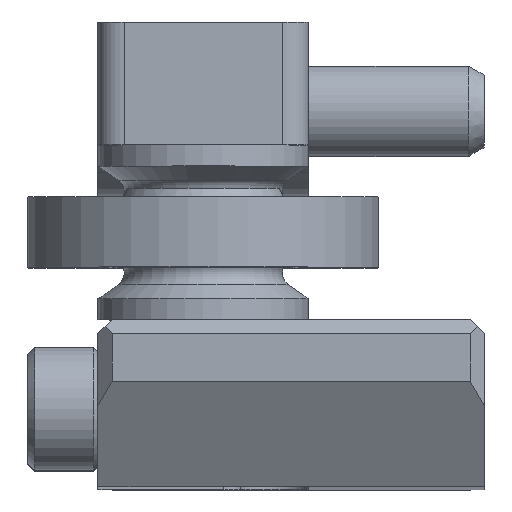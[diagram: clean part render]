
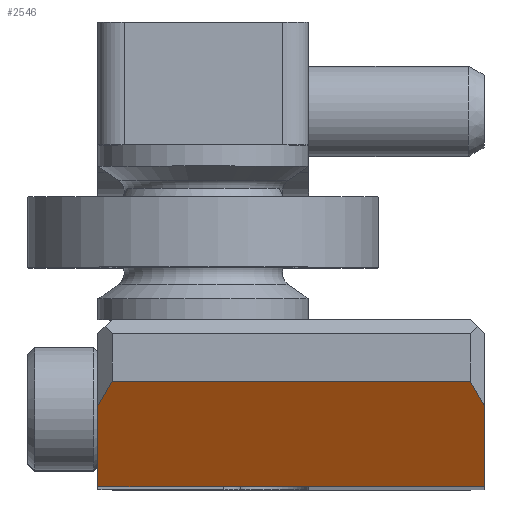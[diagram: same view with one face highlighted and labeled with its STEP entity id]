
A CAD part, top view. The second image highlights one B-rep face of the part: STEP entity #2546.
In plain terms, the highlighted planar face has unit normal (0, -0.5, 0.866).
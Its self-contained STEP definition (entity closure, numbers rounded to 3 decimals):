
#454=ORIENTED_EDGE('',*,*,#945,.T.);
#455=ORIENTED_EDGE('',*,*,#940,.T.);
#456=ORIENTED_EDGE('',*,*,#962,.T.);
#457=ORIENTED_EDGE('',*,*,#955,.T.);
#458=ORIENTED_EDGE('',*,*,#949,.T.);
#459=ORIENTED_EDGE('',*,*,#959,.T.);
#940=EDGE_CURVE('',#1276,#1277,#1522,.T.);
#945=EDGE_CURVE('',#1281,#1276,#1527,.T.);
#949=EDGE_CURVE('',#1284,#1285,#1531,.T.);
#955=EDGE_CURVE('',#1290,#1284,#1536,.T.);
#959=EDGE_CURVE('',#1285,#1281,#1540,.T.);
#962=EDGE_CURVE('',#1277,#1290,#1542,.T.);
#1276=VERTEX_POINT('',#4154);
#1277=VERTEX_POINT('',#4155);
#1281=VERTEX_POINT('',#4165);
#1284=VERTEX_POINT('',#4173);
#1285=VERTEX_POINT('',#4174);
#1290=VERTEX_POINT('',#4186);
#1522=LINE('',#4153,#1727);
#1527=LINE('',#4164,#1732);
#1531=LINE('',#4172,#1736);
#1536=LINE('',#4185,#1741);
#1540=LINE('',#4193,#1745);
#1542=LINE('',#4198,#1747);
#1727=VECTOR('',#3360,1000.);
#1732=VECTOR('',#3367,1000.);
#1736=VECTOR('',#3373,1000.);
#1741=VECTOR('',#3382,1000.);
#1745=VECTOR('',#3388,1000.);
#1747=VECTOR('',#3394,1000.);
#1985=EDGE_LOOP('',(#454,#455,#456,#457,#458,#459));
#2230=FACE_BOUND('',#1985,.T.);
#2445=PLANE('',#3121);
#2546=ADVANCED_FACE('',(#2230),#2445,.T.);
#3121=AXIS2_PLACEMENT_3D('',#4368,#3548,#3549);
#3360=DIRECTION('',(0.,-0.866,-0.5));
#3367=DIRECTION('',(-0.447,-0.775,-0.447));
#3373=DIRECTION('',(-0.447,0.775,0.447));
#3382=DIRECTION('',(0.,0.866,0.5));
#3388=DIRECTION('',(-1.,0.,0.));
#3394=DIRECTION('',(1.,0.,0.));
#3548=DIRECTION('',(0.,-0.5,0.866));
#3549=DIRECTION('',(0.,-0.866,-0.5));
#4153=CARTESIAN_POINT('',(-22.,-1.937,55.016));
#4154=CARTESIAN_POINT('',(-22.,0.114,56.2));
#4155=CARTESIAN_POINT('',(-22.,-4.5,53.536));
#4164=CARTESIAN_POINT('',(-20.308,3.046,57.892));
#4165=CARTESIAN_POINT('',(-21.2,1.5,57.));
#4172=CARTESIAN_POINT('',(-2.012,3.6,58.212));
#4173=CARTESIAN_POINT('',(0.,0.114,56.2));
#4174=CARTESIAN_POINT('',(-0.8,1.5,57.));
#4185=CARTESIAN_POINT('',(0.,3.779,58.316));
#4186=CARTESIAN_POINT('',(0.,-4.5,53.536));
#4193=CARTESIAN_POINT('',(-21.2,1.5,57.));
#4198=CARTESIAN_POINT('',(-14.828,-4.5,53.536));
#4368=CARTESIAN_POINT('',(17.5,-8.5,51.226));
